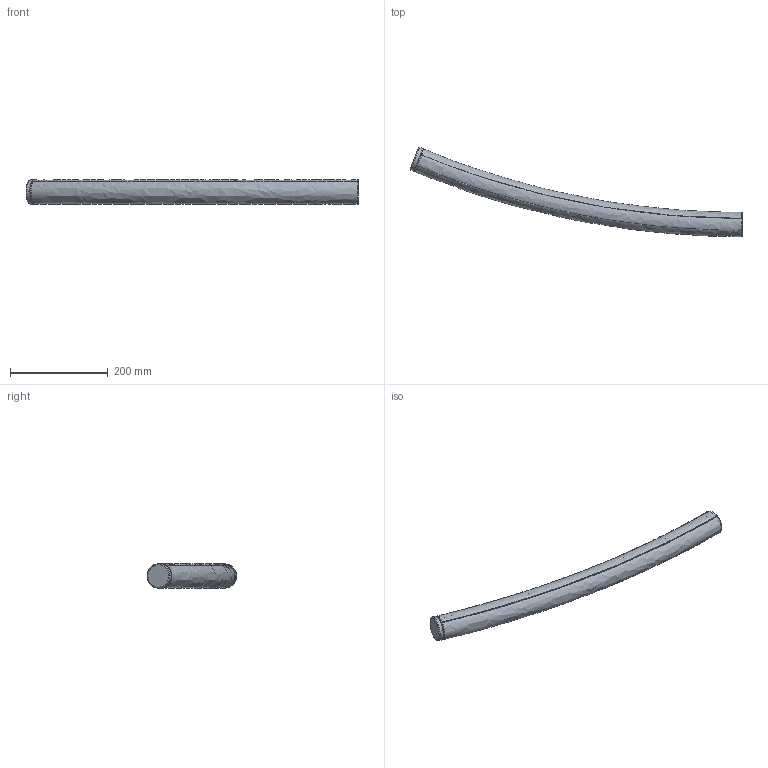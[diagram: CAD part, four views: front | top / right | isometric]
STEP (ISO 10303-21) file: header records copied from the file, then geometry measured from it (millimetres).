
FILE_DESCRIPTION(/* description */ (''),/* implementation_level */ '2;1');
FILE_NAME(/* name */ 'AoL-System-Susp-Curve-22,5-terminal-dx',/* time_stamp */ '2026-01-09T16:24:12+01:00',/* author */ (''),/* organization */ (''),/* preprocessor_version */ 'ST-DEVELOPER v16.5',/* originating_system */ 'Rhino 7.38',/* authorisation */ '');
FILE_SCHEMA (('AUTOMOTIVE_DESIGN'));
Length unit declared in the file: millimetre
Products named in the file (1): Document
Bounding box: 677.83 x 182.47 x 50.14 mm (x, y, z)
Volume: 272873.7 mm3; surface area: 210901.3 mm2
Topology: 2 solids, 2 shells, 44 faces, 99 edges, 60 vertices
Faces by surface type: plane 19, cylinder 14, bspline 11
Entity records: 1578 total; most frequent: CARTESIAN_POINT 931, ORIENTED_EDGE 198, EDGE_CURVE 99, VERTEX_POINT 60, EDGE_LOOP 47, ADVANCED_FACE 44, FACE_OUTER_BOUND 44, DIRECTION 37
